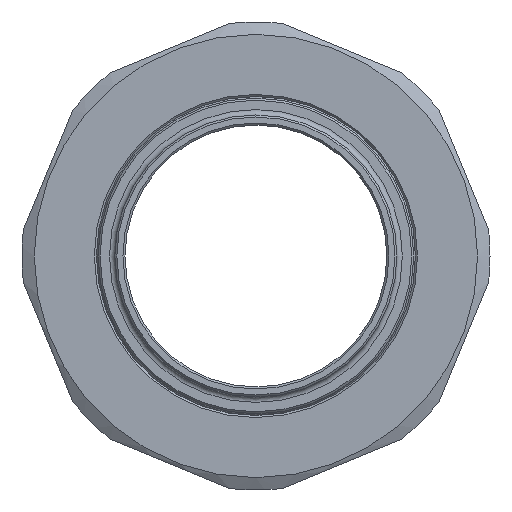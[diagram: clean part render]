
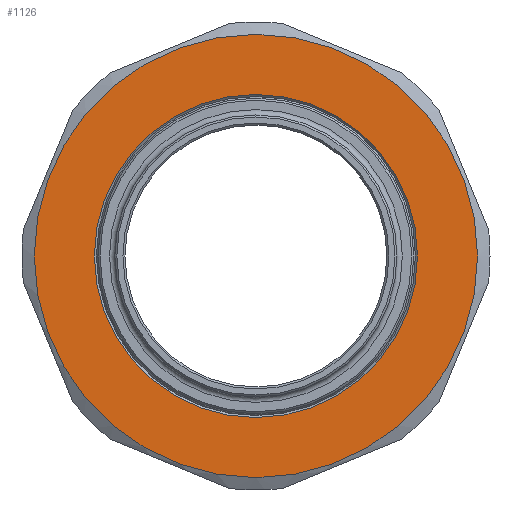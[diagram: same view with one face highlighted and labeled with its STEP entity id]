
A CAD part, left-side view. The second image highlights one B-rep face of the part: STEP entity #1126.
In plain terms, the highlighted planar face has unit normal (-1, 0, 0).
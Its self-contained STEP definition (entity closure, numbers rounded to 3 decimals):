
#63=FACE_BOUND('',#189,.T.);
#73=PLANE('',#1274);
#118=FACE_OUTER_BOUND('',#188,.T.);
#188=EDGE_LOOP('',(#774));
#189=EDGE_LOOP('',(#775));
#376=CIRCLE('',#1273,24.05);
#377=CIRCLE('',#1275,33.);
#475=VERTEX_POINT('',#1860);
#476=VERTEX_POINT('',#1864);
#591=EDGE_CURVE('',#475,#475,#376,.T.);
#593=EDGE_CURVE('',#476,#476,#377,.T.);
#774=ORIENTED_EDGE('',*,*,#593,.T.);
#775=ORIENTED_EDGE('',*,*,#591,.F.);
#1126=ADVANCED_FACE('',(#118,#63),#73,.T.);
#1273=AXIS2_PLACEMENT_3D('',#1861,#1462,#1463);
#1274=AXIS2_PLACEMENT_3D('',#1863,#1465,#1466);
#1275=AXIS2_PLACEMENT_3D('',#1865,#1467,#1468);
#1462=DIRECTION('center_axis',(-1.,0.,0.));
#1463=DIRECTION('ref_axis',(0.,1.,0.));
#1465=DIRECTION('center_axis',(-1.,0.,0.));
#1466=DIRECTION('ref_axis',(0.,0.,1.));
#1467=DIRECTION('center_axis',(-1.,0.,0.));
#1468=DIRECTION('ref_axis',(0.,1.,0.));
#1860=CARTESIAN_POINT('',(-23.,-24.05,0.));
#1861=CARTESIAN_POINT('Origin',(-23.,0.,0.));
#1863=CARTESIAN_POINT('Origin',(-23.,0.,0.));
#1864=CARTESIAN_POINT('',(-23.,-33.,0.));
#1865=CARTESIAN_POINT('Origin',(-23.,0.,0.));
